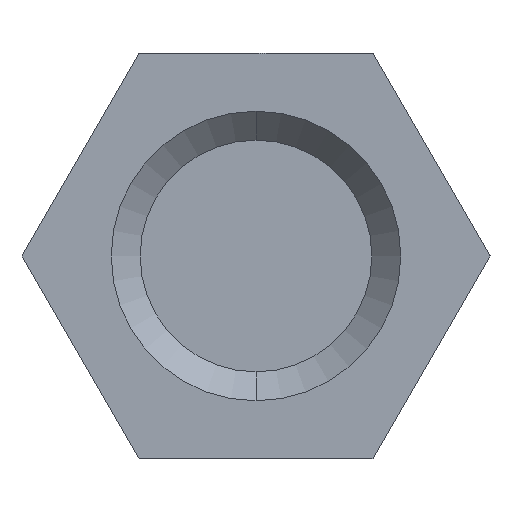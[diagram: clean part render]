
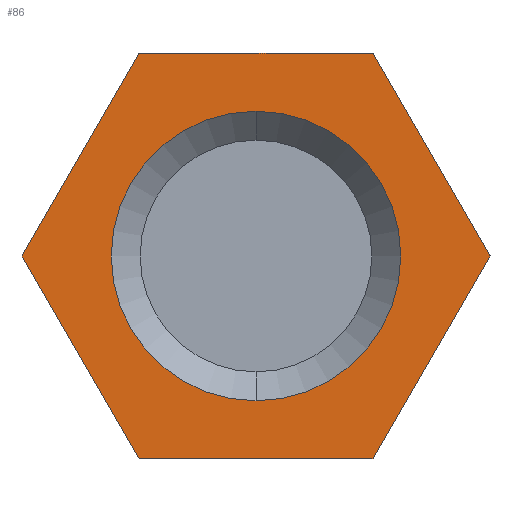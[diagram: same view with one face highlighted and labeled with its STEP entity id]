
A CAD part, left-side view. The second image highlights one B-rep face of the part: STEP entity #86.
In plain terms, the highlighted planar face has unit normal (-1, 0, 0).
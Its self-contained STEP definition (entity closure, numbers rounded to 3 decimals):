
#86=ADVANCED_FACE('',(#385,#386),#387,.F.);
#385=FACE_OUTER_BOUND('',#950,.T.);
#386=FACE_BOUND('',#951,.T.);
#387=PLANE('',#952);
#950=EDGE_LOOP('',(#4707,#4708,#4709,#4710,#4711,#4712));
#951=EDGE_LOOP('',(#4713,#4714));
#952=AXIS2_PLACEMENT_3D('',#4715,#4716,#4717);
#4707=ORIENTED_EDGE('',*,*,#6606,.F.);
#4708=ORIENTED_EDGE('',*,*,#6610,.F.);
#4709=ORIENTED_EDGE('',*,*,#6613,.F.);
#4710=ORIENTED_EDGE('',*,*,#6615,.F.);
#4711=ORIENTED_EDGE('',*,*,#6420,.F.);
#4712=ORIENTED_EDGE('',*,*,#6617,.F.);
#4713=ORIENTED_EDGE('',*,*,#6410,.T.);
#4714=ORIENTED_EDGE('',*,*,#6618,.T.);
#4715=CARTESIAN_POINT('',(-40.0,-4.041,0.));
#4716=DIRECTION('',(1.0,0.0,0.0));
#4717=DIRECTION('',(0.0,1.0,0.0));
#6410=EDGE_CURVE('',#7115,#7113,#7116,.T.);
#6420=EDGE_CURVE('',#7131,#7133,#7134,.T.);
#6606=EDGE_CURVE('',#7501,#7503,#7504,.T.);
#6610=EDGE_CURVE('',#7508,#7501,#7510,.T.);
#6613=EDGE_CURVE('',#7513,#7508,#7515,.T.);
#6615=EDGE_CURVE('',#7133,#7513,#7517,.T.);
#6617=EDGE_CURVE('',#7503,#7131,#7519,.T.);
#6618=EDGE_CURVE('',#7113,#7115,#7520,.T.);
#7113=VERTEX_POINT('',#8277);
#7115=VERTEX_POINT('',#8280);
#7116=CIRCLE('',#8281,2.5);
#7131=VERTEX_POINT('',#8302);
#7133=VERTEX_POINT('',#8305);
#7134=LINE('',#8306,#8307);
#7501=VERTEX_POINT('',#9759);
#7503=VERTEX_POINT('',#9762);
#7504=LINE('',#9763,#9764);
#7508=VERTEX_POINT('',#9770);
#7510=LINE('',#9773,#9774);
#7513=VERTEX_POINT('',#9778);
#7515=LINE('',#9781,#9782);
#7517=LINE('',#9785,#9786);
#7519=LINE('',#9789,#9790);
#7520=CIRCLE('',#9791,2.5);
#8277=CARTESIAN_POINT('',(-40.0,0.,-2.5));
#8280=CARTESIAN_POINT('',(-40.0,0.0,2.5));
#8281=AXIS2_PLACEMENT_3D('',#12858,#12859,#12860);
#8302=CARTESIAN_POINT('',(-40.0,-2.021,-3.5));
#8305=CARTESIAN_POINT('',(-40.0,2.021,-3.5));
#8306=CARTESIAN_POINT('',(-40.0,-2.021,-3.5));
#8307=VECTOR('',#12874,1000.0);
#9759=CARTESIAN_POINT('',(-40.0,-2.021,3.5));
#9762=CARTESIAN_POINT('',(-40.0,-4.041,0.));
#9763=CARTESIAN_POINT('',(-40.0,-2.021,3.5));
#9764=VECTOR('',#13011,1000.0);
#9770=CARTESIAN_POINT('',(-40.0,2.021,3.5));
#9773=CARTESIAN_POINT('',(-40.0,2.021,3.5));
#9774=VECTOR('',#13015,1000.0);
#9778=CARTESIAN_POINT('',(-40.0,4.041,0.));
#9781=CARTESIAN_POINT('',(-40.0,4.041,0.));
#9782=VECTOR('',#13018,1000.0);
#9785=CARTESIAN_POINT('',(-40.0,2.021,-3.5));
#9786=VECTOR('',#13020,1000.0);
#9789=CARTESIAN_POINT('',(-40.0,-4.041,0.));
#9790=VECTOR('',#13022,1000.0);
#9791=AXIS2_PLACEMENT_3D('',#13023,#13024,#13025);
#12858=CARTESIAN_POINT('',(-40.0,0.0,0.0));
#12859=DIRECTION('',(1.0,0.0,0.0));
#12860=DIRECTION('',(0.0,0.0,-1.0));
#12874=DIRECTION('',(0.0,1.0,0.));
#13011=DIRECTION('',(0.0,-0.5,-0.866));
#13015=DIRECTION('',(0.0,-1.0,0.));
#13018=DIRECTION('',(0.0,-0.5,0.866));
#13020=DIRECTION('',(0.0,0.5,0.866));
#13022=DIRECTION('',(0.0,0.5,-0.866));
#13023=CARTESIAN_POINT('',(-40.0,0.0,0.0));
#13024=DIRECTION('',(1.0,0.0,0.0));
#13025=DIRECTION('',(0.0,0.0,-1.0));
